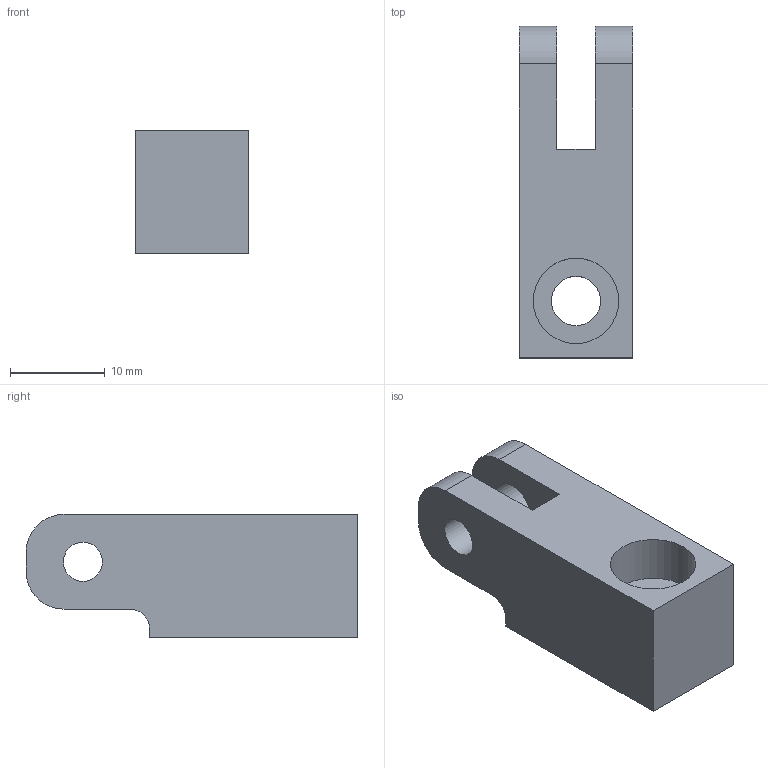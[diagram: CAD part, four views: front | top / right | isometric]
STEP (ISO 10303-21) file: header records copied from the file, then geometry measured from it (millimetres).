
FILE_DESCRIPTION(/* description */ (''),/* implementation_level */ '2;1');
FILE_NAME(/* name */ 'chariot_mat_central_tendeur.stp',/* time_stamp */ '2021-03-29T18:19:25+02:00',/* author */ ('Utilisateur'),/* organization */ (''),/* preprocessor_version */ 'ST-DEVELOPER v16.5',/* originating_system */ 'Autodesk Inventor 2017',/* authorisation */ '');
FILE_SCHEMA (('AUTOMOTIVE_DESIGN { 1 0 10303 214 3 1 1 }'));
Length unit declared in the file: millimetre
Products named in the file (1): chariot_mat_central_tendeur
Bounding box: 12 x 35 x 13 mm (x, y, z)
Volume: 3706.2 mm3; surface area: 2433 mm2
Topology: 1 solids, 1 shells, 25 faces, 67 edges, 45 vertices
Faces by surface type: plane 13, cylinder 11, cone 1
Full cylindrical faces by diameter (mm): 4 x1, 4.134 x1, 5.2 x2, 9 x1
Entity records: 776 total; most frequent: DIRECTION 132, CARTESIAN_POINT 126, ORIENTED_EDGE 116, EDGE_CURVE 58, AXIS2_PLACEMENT_3D 48, VERTEX_POINT 42, EDGE_LOOP 38, LINE 36
